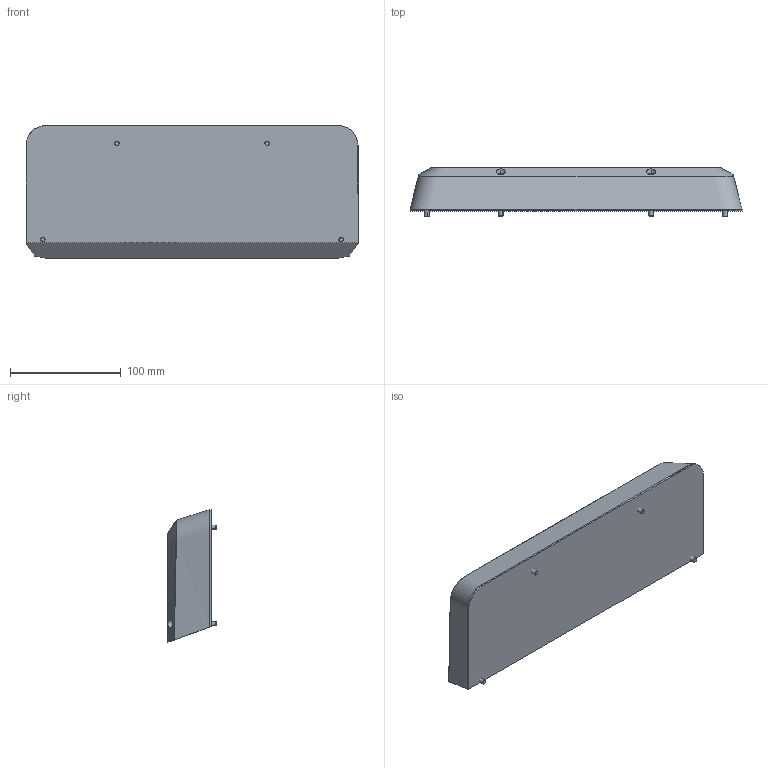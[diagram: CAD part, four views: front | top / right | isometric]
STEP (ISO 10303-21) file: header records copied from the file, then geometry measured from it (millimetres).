
FILE_DESCRIPTION (( 'STEP AP214' ), '1' );
FILE_NAME ('IP-Erweiterung_Automation_Step.STEP', '2021-04-26T11:05:50', ( '' ), ( '' ), 'SwSTEP 2.0', 'SolidWorks 2019', '' );
FILE_SCHEMA (( 'AUTOMOTIVE_DESIGN' ));
Length unit declared in the file: millimetre
Products named in the file (1): IP-Erweiterung_Automation_Step
Bounding box: 299.5 x 43.7 x 119.68 mm (x, y, z)
Volume: 1123378 mm3; surface area: 99767.4 mm2
Topology: 15 solids, 15 shells, 429 faces, 1002 edges, 618 vertices
Faces by surface type: cylinder 204, plane 106, cone 72, torus 28, bspline 19
Entity records: 17354 total; most frequent: CARTESIAN_POINT 3968, DIRECTION 2249, ORIENTED_EDGE 1940, EDGE_CURVE 970, AXIS2_PLACEMENT_3D 919, VERTEX_POINT 618, CIRCLE 508, EDGE_LOOP 484
